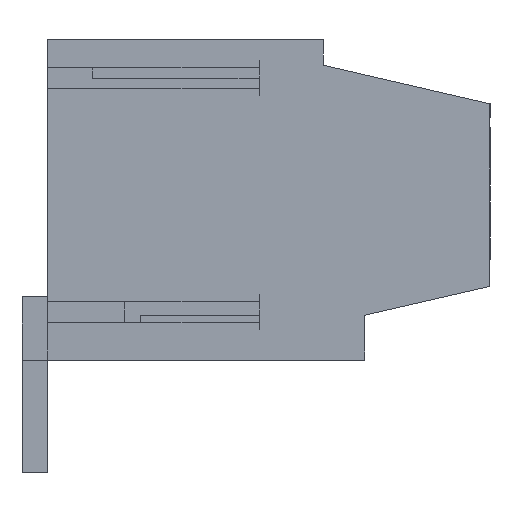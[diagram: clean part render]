
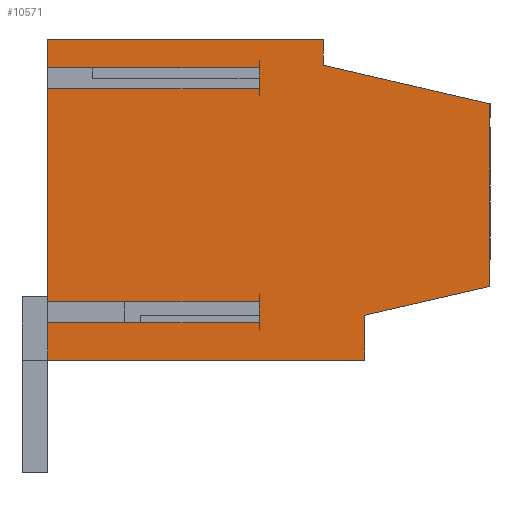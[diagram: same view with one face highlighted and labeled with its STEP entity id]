
A CAD part, left-side view. The second image highlights one B-rep face of the part: STEP entity #10571.
In plain terms, the highlighted planar face has unit normal (-1, 0, 0).
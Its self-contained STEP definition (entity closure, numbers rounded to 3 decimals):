
#10508=AXIS2_PLACEMENT_3D('Plane Axis2P3D',#10505,#10506,#10507) ;
#9566=CARTESIAN_POINT('Vertex',(0.,13.8,3.5)) ;
#9569=CARTESIAN_POINT('Line Origine',(0.,13.8,4.088)) ;
#9573=CARTESIAN_POINT('Vertex',(0.,13.8,4.675)) ;
#9594=CARTESIAN_POINT('Vertex',(0.,13.8,5.325)) ;
#9597=CARTESIAN_POINT('Line Origine',(0.,13.8,8.65)) ;
#9601=CARTESIAN_POINT('Vertex',(0.,13.8,11.975)) ;
#9622=CARTESIAN_POINT('Vertex',(0.,13.8,12.625)) ;
#9625=CARTESIAN_POINT('Line Origine',(0.,13.8,13.062)) ;
#9629=CARTESIAN_POINT('Vertex',(0.,13.8,13.5)) ;
#10058=CARTESIAN_POINT('Line Origine',(0.,9.5,13.5)) ;
#10062=CARTESIAN_POINT('Vertex',(0.,5.2,13.5)) ;
#10151=CARTESIAN_POINT('Line Origine',(0.,5.2,13.1)) ;
#10155=CARTESIAN_POINT('Vertex',(0.,5.2,12.7)) ;
#10176=CARTESIAN_POINT('Line Origine',(0.,2.6,12.1)) ;
#10180=CARTESIAN_POINT('Vertex',(0.,0.,11.499)) ;
#10201=CARTESIAN_POINT('Line Origine',(0.,0.,8.65)) ;
#10205=CARTESIAN_POINT('Vertex',(0.,0.,5.8)) ;
#10262=CARTESIAN_POINT('Line Origine',(0.,1.95,5.35)) ;
#10266=CARTESIAN_POINT('Vertex',(0.,3.9,4.9)) ;
#10397=CARTESIAN_POINT('Vertex',(0.,3.9,3.5)) ;
#10400=CARTESIAN_POINT('Line Origine',(0.,8.85,3.5)) ;
#10505=CARTESIAN_POINT('Axis2P3D Location',(0.,14.6,0.)) ;
#10510=CARTESIAN_POINT('Line Origine',(0.,10.5,5.325)) ;
#10514=CARTESIAN_POINT('Vertex',(0.,7.2,5.325)) ;
#10517=CARTESIAN_POINT('Line Origine',(0.,7.2,5.)) ;
#10521=CARTESIAN_POINT('Vertex',(0.,7.2,4.675)) ;
#10524=CARTESIAN_POINT('Line Origine',(0.,10.5,4.675)) ;
#10529=CARTESIAN_POINT('Line Origine',(0.,3.9,4.2)) ;
#10534=CARTESIAN_POINT('Line Origine',(0.,10.5,12.625)) ;
#10538=CARTESIAN_POINT('Vertex',(0.,7.2,12.625)) ;
#10541=CARTESIAN_POINT('Line Origine',(0.,7.2,12.3)) ;
#10545=CARTESIAN_POINT('Vertex',(0.,7.2,11.975)) ;
#10548=CARTESIAN_POINT('Line Origine',(0.,10.5,11.975)) ;
#9570=DIRECTION('Vector Direction',(0.,0.,-1.)) ;
#9598=DIRECTION('Vector Direction',(0.,0.,-1.)) ;
#9626=DIRECTION('Vector Direction',(0.,0.,-1.)) ;
#10059=DIRECTION('Vector Direction',(0.,1.,0.)) ;
#10152=DIRECTION('Vector Direction',(0.,0.,1.)) ;
#10177=DIRECTION('Vector Direction',(0.,0.974,0.225)) ;
#10202=DIRECTION('Vector Direction',(0.,0.,1.)) ;
#10263=DIRECTION('Vector Direction',(0.,-0.974,0.225)) ;
#10401=DIRECTION('Vector Direction',(0.,-1.,0.)) ;
#10506=DIRECTION('Axis2P3D Direction',(-1.,0.,0.)) ;
#10507=DIRECTION('Axis2P3D XDirection',(0.,-1.,0.)) ;
#10511=DIRECTION('Vector Direction',(0.,-1.,0.)) ;
#10518=DIRECTION('Vector Direction',(0.,0.,-1.)) ;
#10525=DIRECTION('Vector Direction',(0.,-1.,0.)) ;
#10530=DIRECTION('Vector Direction',(0.,0.,1.)) ;
#10535=DIRECTION('Vector Direction',(0.,-1.,0.)) ;
#10542=DIRECTION('Vector Direction',(0.,0.,-1.)) ;
#10549=DIRECTION('Vector Direction',(0.,-1.,0.)) ;
#9571=VECTOR('Line Direction',#9570,1.) ;
#9599=VECTOR('Line Direction',#9598,1.) ;
#9627=VECTOR('Line Direction',#9626,1.) ;
#10060=VECTOR('Line Direction',#10059,1.) ;
#10153=VECTOR('Line Direction',#10152,1.) ;
#10178=VECTOR('Line Direction',#10177,1.) ;
#10203=VECTOR('Line Direction',#10202,1.) ;
#10264=VECTOR('Line Direction',#10263,1.) ;
#10402=VECTOR('Line Direction',#10401,1.) ;
#10512=VECTOR('Line Direction',#10511,1.) ;
#10519=VECTOR('Line Direction',#10518,1.) ;
#10526=VECTOR('Line Direction',#10525,1.) ;
#10531=VECTOR('Line Direction',#10530,1.) ;
#10536=VECTOR('Line Direction',#10535,1.) ;
#10543=VECTOR('Line Direction',#10542,1.) ;
#10550=VECTOR('Line Direction',#10549,1.) ;
#10554=ORIENTED_EDGE('',*,*,#9603,.T.) ;
#10555=ORIENTED_EDGE('',*,*,#10516,.T.) ;
#10556=ORIENTED_EDGE('',*,*,#10523,.T.) ;
#10557=ORIENTED_EDGE('',*,*,#10528,.F.) ;
#10558=ORIENTED_EDGE('',*,*,#9575,.T.) ;
#10559=ORIENTED_EDGE('',*,*,#10404,.T.) ;
#10560=ORIENTED_EDGE('',*,*,#10533,.T.) ;
#10561=ORIENTED_EDGE('',*,*,#10268,.T.) ;
#10562=ORIENTED_EDGE('',*,*,#10207,.T.) ;
#10563=ORIENTED_EDGE('',*,*,#10182,.T.) ;
#10564=ORIENTED_EDGE('',*,*,#10157,.T.) ;
#10565=ORIENTED_EDGE('',*,*,#10064,.T.) ;
#10566=ORIENTED_EDGE('',*,*,#9631,.T.) ;
#10567=ORIENTED_EDGE('',*,*,#10540,.T.) ;
#10568=ORIENTED_EDGE('',*,*,#10547,.T.) ;
#10569=ORIENTED_EDGE('',*,*,#10552,.F.) ;
#10571=ADVANCED_FACE('HOUSING',(#10570),#10509,.T.) ;
#9575=EDGE_CURVE('',#9574,#9567,#9572,.T.) ;
#9603=EDGE_CURVE('',#9602,#9595,#9600,.T.) ;
#9631=EDGE_CURVE('',#9630,#9623,#9628,.T.) ;
#10064=EDGE_CURVE('',#10063,#9630,#10061,.T.) ;
#10157=EDGE_CURVE('',#10156,#10063,#10154,.T.) ;
#10182=EDGE_CURVE('',#10181,#10156,#10179,.T.) ;
#10207=EDGE_CURVE('',#10206,#10181,#10204,.T.) ;
#10268=EDGE_CURVE('',#10267,#10206,#10265,.T.) ;
#10404=EDGE_CURVE('',#9567,#10398,#10403,.T.) ;
#10516=EDGE_CURVE('',#9595,#10515,#10513,.T.) ;
#10523=EDGE_CURVE('',#10515,#10522,#10520,.T.) ;
#10528=EDGE_CURVE('',#9574,#10522,#10527,.T.) ;
#10533=EDGE_CURVE('',#10398,#10267,#10532,.T.) ;
#10540=EDGE_CURVE('',#9623,#10539,#10537,.T.) ;
#10547=EDGE_CURVE('',#10539,#10546,#10544,.T.) ;
#10552=EDGE_CURVE('',#9602,#10546,#10551,.T.) ;
#10553=EDGE_LOOP('',(#10554,#10555,#10556,#10557,#10558,#10559,#10560,#10561,#10562,#10563,#10564,#10565,#10566,#10567,#10568,#10569)) ;
#10570=FACE_OUTER_BOUND('',#10553,.T.) ;
#9572=LINE('Line',#9569,#9571) ;
#9600=LINE('Line',#9597,#9599) ;
#9628=LINE('Line',#9625,#9627) ;
#10061=LINE('Line',#10058,#10060) ;
#10154=LINE('Line',#10151,#10153) ;
#10179=LINE('Line',#10176,#10178) ;
#10204=LINE('Line',#10201,#10203) ;
#10265=LINE('Line',#10262,#10264) ;
#10403=LINE('Line',#10400,#10402) ;
#10513=LINE('Line',#10510,#10512) ;
#10520=LINE('Line',#10517,#10519) ;
#10527=LINE('Line',#10524,#10526) ;
#10532=LINE('Line',#10529,#10531) ;
#10537=LINE('Line',#10534,#10536) ;
#10544=LINE('Line',#10541,#10543) ;
#10551=LINE('Line',#10548,#10550) ;
#10509=PLANE('',#10508) ;
#9567=VERTEX_POINT('',#9566) ;
#9574=VERTEX_POINT('',#9573) ;
#9595=VERTEX_POINT('',#9594) ;
#9602=VERTEX_POINT('',#9601) ;
#9623=VERTEX_POINT('',#9622) ;
#9630=VERTEX_POINT('',#9629) ;
#10063=VERTEX_POINT('',#10062) ;
#10156=VERTEX_POINT('',#10155) ;
#10181=VERTEX_POINT('',#10180) ;
#10206=VERTEX_POINT('',#10205) ;
#10267=VERTEX_POINT('',#10266) ;
#10398=VERTEX_POINT('',#10397) ;
#10515=VERTEX_POINT('',#10514) ;
#10522=VERTEX_POINT('',#10521) ;
#10539=VERTEX_POINT('',#10538) ;
#10546=VERTEX_POINT('',#10545) ;
